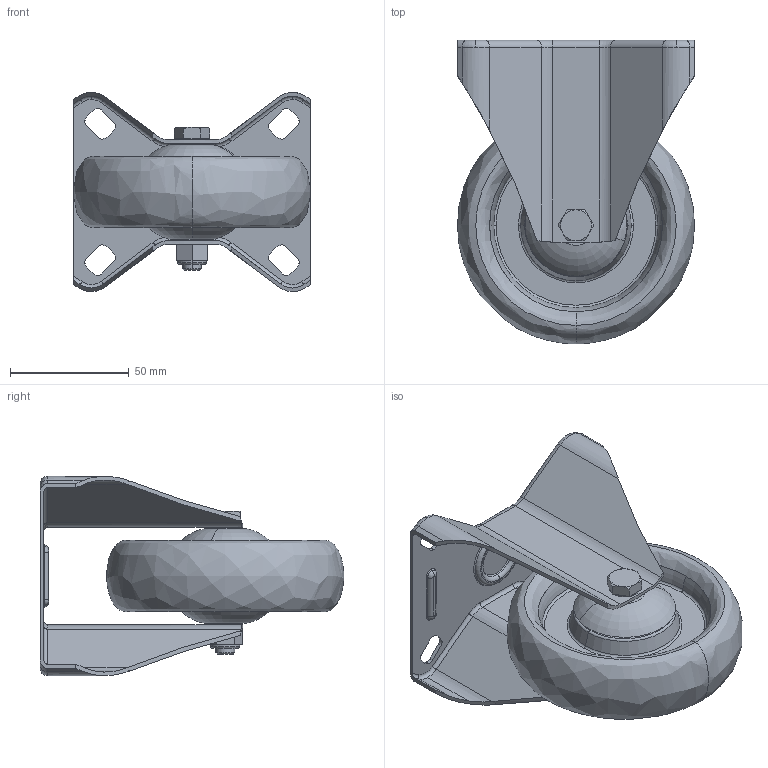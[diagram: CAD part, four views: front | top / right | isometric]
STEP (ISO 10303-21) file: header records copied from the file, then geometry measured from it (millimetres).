
FILE_DESCRIPTION (( 'STEP AP214' ), '1' );
FILE_NAME ('0025013.step', '2021-05-05T11:15:12', ( 'Windows-Benutzer' ), ( '' ), 'SwSTEP 2.0', 'SolidWorks 2020', '' );
FILE_SCHEMA (( 'AUTOMOTIVE_DESIGN' ));
Length unit declared in the file: millimetre
Products named in the file (1): 0025013
Bounding box: 100 x 127.96 x 84 mm (x, y, z)
Volume: 186753.4 mm3; surface area: 106647 mm2
Topology: 12 solids, 12 shells, 396 faces, 910 edges, 554 vertices
Faces by surface type: cylinder 140, torus 130, plane 88, cone 32, bspline 6
Entity records: 16101 total; most frequent: CARTESIAN_POINT 2325, DIRECTION 2178, ORIENTED_EDGE 1820, AXIS2_PLACEMENT_3D 947, EDGE_CURVE 910, CIRCLE 556, VERTEX_POINT 554, EDGE_LOOP 444
